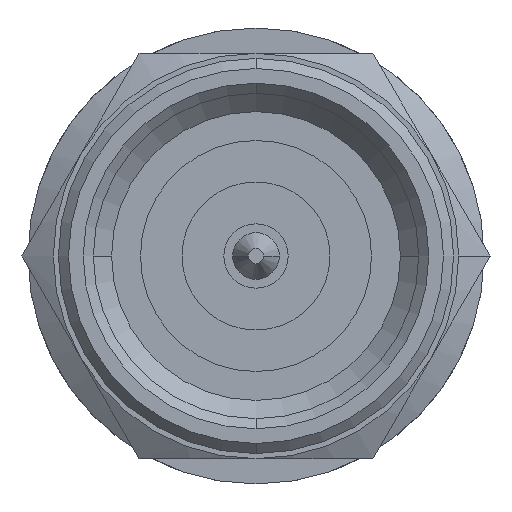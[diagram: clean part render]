
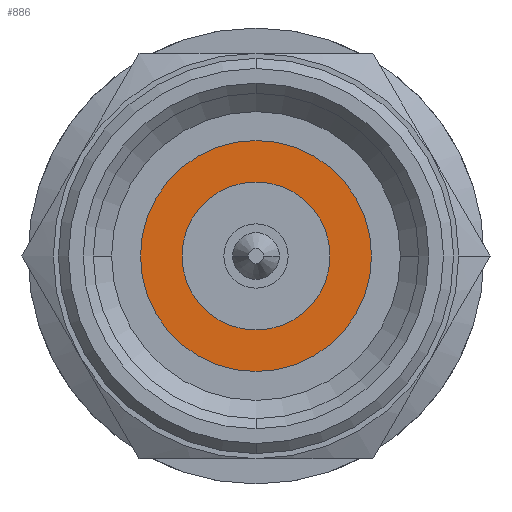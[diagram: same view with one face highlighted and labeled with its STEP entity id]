
A CAD part, left-side view. The second image highlights one B-rep face of the part: STEP entity #886.
In plain terms, the highlighted planar face has unit normal (-1, 0, 0).
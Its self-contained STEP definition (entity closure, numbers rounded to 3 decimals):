
#135 = VERTEX_POINT ( 'NONE', #1587 ) ;
#183 = CIRCLE ( 'NONE', #3184, 2.28 ) ;
#222 = CIRCLE ( 'NONE', #3070, 2.28 ) ;
#350 = CARTESIAN_POINT ( 'NONE',  ( 3.15, -2.28, 0. ) ) ;
#446 = CARTESIAN_POINT ( 'NONE',  ( 3.15, 2.28, 0. ) ) ;
#449 = EDGE_CURVE ( 'NONE', #1477, #135, #1234, .T. ) ;
#475 = DIRECTION ( 'NONE',  ( 0., 1., 0. ) ) ;
#585 = DIRECTION ( 'NONE',  ( -1., 0., 0. ) ) ;
#609 = EDGE_LOOP ( 'NONE', ( #2261, #1002 ) ) ;
#642 = DIRECTION ( 'NONE',  ( 1., 0., 0. ) ) ;
#646 = EDGE_CURVE ( 'NONE', #135, #1477, #2792, .T. ) ;
#651 = VERTEX_POINT ( 'NONE', #446 ) ;
#679 = ORIENTED_EDGE ( 'NONE', *, *, #3186, .T. ) ;
#690 = DIRECTION ( 'NONE',  ( 1., 0., 0. ) ) ;
#836 = FACE_BOUND ( 'NONE', #609, .T. ) ;
#886 = ADVANCED_FACE ( 'NONE', ( #836, #2021 ), #1559, .T. ) ;
#1002 = ORIENTED_EDGE ( 'NONE', *, *, #646, .T. ) ;
#1157 = ORIENTED_EDGE ( 'NONE', *, *, #1639, .T. ) ;
#1234 = CIRCLE ( 'NONE', #3033, 1.46 ) ;
#1398 = AXIS2_PLACEMENT_3D ( 'NONE', #1664, #642, #3128 ) ;
#1444 = DIRECTION ( 'NONE',  ( 0., 1., 0. ) ) ;
#1477 = VERTEX_POINT ( 'NONE', #3120 ) ;
#1533 = CARTESIAN_POINT ( 'NONE',  ( 3.15, 0., 0. ) ) ;
#1559 = PLANE ( 'NONE',  #2822 ) ;
#1587 = CARTESIAN_POINT ( 'NONE',  ( 3.15, -1.46, 0. ) ) ;
#1639 = EDGE_CURVE ( 'NONE', #651, #2606, #183, .T. ) ;
#1664 = CARTESIAN_POINT ( 'NONE',  ( 3.15, 0., 0. ) ) ;
#1682 = CARTESIAN_POINT ( 'NONE',  ( 3.15, 0., 0. ) ) ;
#1730 = DIRECTION ( 'NONE',  ( -1., 0., 0. ) ) ;
#1812 = EDGE_LOOP ( 'NONE', ( #1157, #679 ) ) ;
#1998 = DIRECTION ( 'NONE',  ( 0., 1., 0. ) ) ;
#2021 = FACE_OUTER_BOUND ( 'NONE', #1812, .T. ) ;
#2261 = ORIENTED_EDGE ( 'NONE', *, *, #449, .T. ) ;
#2540 = DIRECTION ( 'NONE',  ( 0., 0., 1. ) ) ;
#2606 = VERTEX_POINT ( 'NONE', #350 ) ;
#2649 = DIRECTION ( 'NONE',  ( -1., 0., 0. ) ) ;
#2792 = CIRCLE ( 'NONE', #1398, 1.46 ) ;
#2822 = AXIS2_PLACEMENT_3D ( 'NONE', #3002, #585, #2540 ) ;
#2943 = CARTESIAN_POINT ( 'NONE',  ( 3.15, 0., 0. ) ) ;
#3002 = CARTESIAN_POINT ( 'NONE',  ( 3.15, 0., 0. ) ) ;
#3033 = AXIS2_PLACEMENT_3D ( 'NONE', #2943, #690, #475 ) ;
#3070 = AXIS2_PLACEMENT_3D ( 'NONE', #1682, #2649, #1444 ) ;
#3120 = CARTESIAN_POINT ( 'NONE',  ( 3.15, 1.46, 0. ) ) ;
#3128 = DIRECTION ( 'NONE',  ( 0., 1., 0. ) ) ;
#3184 = AXIS2_PLACEMENT_3D ( 'NONE', #1533, #1730, #1998 ) ;
#3186 = EDGE_CURVE ( 'NONE', #2606, #651, #222, .T. ) ;
